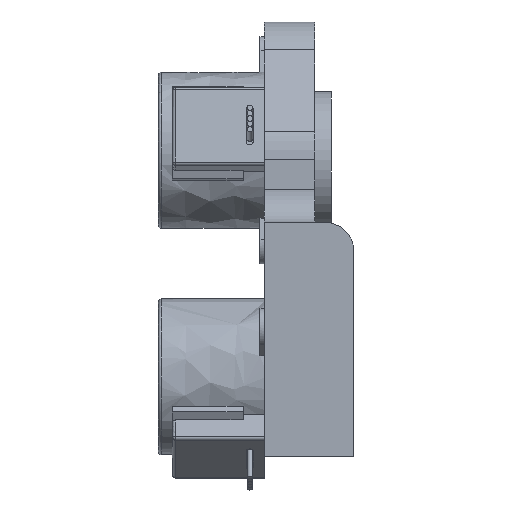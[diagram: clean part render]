
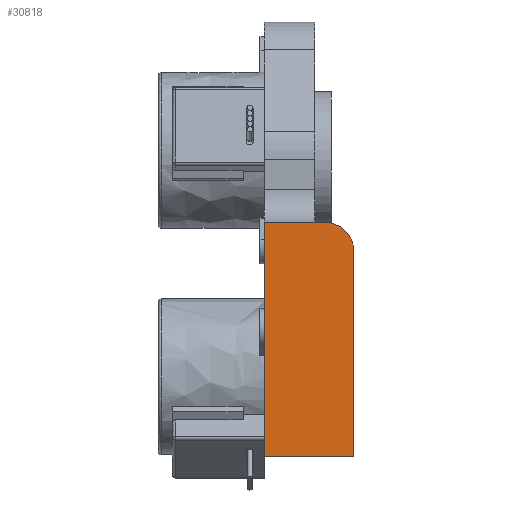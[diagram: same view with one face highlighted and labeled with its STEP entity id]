
A CAD part, left-side view. The second image highlights one B-rep face of the part: STEP entity #30818.
In plain terms, the highlighted free-form (B-spline) face has degree [1, 1] with [2, 2] control points.
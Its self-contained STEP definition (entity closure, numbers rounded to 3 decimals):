
#30818 = ADVANCED_FACE('',(#30819),#30864,.T.);
#30819 = FACE_BOUND('',#30820,.T.);
#30820 = EDGE_LOOP('',(#30821,#30831,#30838,#30845,#30852,#30859));
#30821 = ORIENTED_EDGE('',*,*,#30822,.F.);
#30822 = EDGE_CURVE('',#30823,#30825,#30827,.T.);
#30823 = VERTEX_POINT('',#30824);
#30824 = CARTESIAN_POINT('',(56.294,-2.662,
    -1.237));
#30825 = VERTEX_POINT('',#30826);
#30826 = CARTESIAN_POINT('',(56.294,-9.316,
    -7.892));
#30827 = ( BOUNDED_CURVE() B_SPLINE_CURVE(2,(#30828,#30829,#30830),
.UNSPECIFIED.,.F.,.F.) B_SPLINE_CURVE_WITH_KNOTS((3,3),(5.498,
7.069),.PIECEWISE_BEZIER_KNOTS.) CURVE() 
GEOMETRIC_REPRESENTATION_ITEM() RATIONAL_B_SPLINE_CURVE((1.,
0.707,1.)) REPRESENTATION_ITEM('') );
#30828 = CARTESIAN_POINT('',(56.294,-2.662,
    -1.237));
#30829 = CARTESIAN_POINT('',(56.294,-9.316,
    -1.237));
#30830 = CARTESIAN_POINT('',(56.294,-9.316,
    -7.892));
#30831 = ORIENTED_EDGE('',*,*,#30832,.F.);
#30832 = EDGE_CURVE('',#30833,#30823,#30835,.T.);
#30833 = VERTEX_POINT('',#30834);
#30834 = CARTESIAN_POINT('',(56.294,0.,-1.237));
#30835 = B_SPLINE_CURVE_WITH_KNOTS('',1,(#30836,#30837),.UNSPECIFIED.,
  .F.,.F.,(2,2),(5.,7.),.PIECEWISE_BEZIER_KNOTS.);
#30836 = CARTESIAN_POINT('',(56.294,0.,-1.237));
#30837 = CARTESIAN_POINT('',(56.294,-2.662,
    -1.237));
#30838 = ORIENTED_EDGE('',*,*,#30839,.F.);
#30839 = EDGE_CURVE('',#30840,#30833,#30842,.T.);
#30840 = VERTEX_POINT('',#30841);
#30841 = CARTESIAN_POINT('',(56.294,11.978,
    -1.237));
#30842 = B_SPLINE_CURVE_WITH_KNOTS('',1,(#30843,#30844),.UNSPECIFIED.,
  .F.,.F.,(2,2),(-4.,5.),.PIECEWISE_BEZIER_KNOTS.);
#30843 = CARTESIAN_POINT('',(56.294,11.978,
    -1.237));
#30844 = CARTESIAN_POINT('',(56.294,0.,-1.237));
#30845 = ORIENTED_EDGE('',*,*,#30846,.F.);
#30846 = EDGE_CURVE('',#30847,#30840,#30849,.T.);
#30847 = VERTEX_POINT('',#30848);
#30848 = CARTESIAN_POINT('',(56.294,11.978,
    -57.136));
#30849 = B_SPLINE_CURVE_WITH_KNOTS('',1,(#30850,#30851),.UNSPECIFIED.,
  .F.,.F.,(2,2),(-3.,39.),.PIECEWISE_BEZIER_KNOTS.);
#30850 = CARTESIAN_POINT('',(56.294,11.978,
    -57.136));
#30851 = CARTESIAN_POINT('',(56.294,11.978,
    -1.237));
#30852 = ORIENTED_EDGE('',*,*,#30853,.F.);
#30853 = EDGE_CURVE('',#30854,#30847,#30856,.T.);
#30854 = VERTEX_POINT('',#30855);
#30855 = CARTESIAN_POINT('',(56.294,-9.316,
    -57.136));
#30856 = B_SPLINE_CURVE_WITH_KNOTS('',1,(#30857,#30858),.UNSPECIFIED.,
  .F.,.F.,(2,2),(-7.,9.),.PIECEWISE_BEZIER_KNOTS.);
#30857 = CARTESIAN_POINT('',(56.294,-9.316,
    -57.136));
#30858 = CARTESIAN_POINT('',(56.294,11.978,
    -57.136));
#30859 = ORIENTED_EDGE('',*,*,#30860,.T.);
#30860 = EDGE_CURVE('',#30854,#30825,#30861,.T.);
#30861 = B_SPLINE_CURVE_WITH_KNOTS('',1,(#30862,#30863),.UNSPECIFIED.,
  .F.,.F.,(2,2),(-31.,6.),.PIECEWISE_BEZIER_KNOTS.);
#30862 = CARTESIAN_POINT('',(56.294,-9.316,
    -57.136));
#30863 = CARTESIAN_POINT('',(56.294,-9.316,
    -7.892));
#30864 = B_SPLINE_SURFACE_WITH_KNOTS('',1,1,(
    (#30865,#30866)
    ,(#30867,#30868
    )),.UNSPECIFIED.,.F.,.F.,.F.,(2,2),(2,2),(-3.,39.),(-7.,
    9.),.PIECEWISE_BEZIER_KNOTS.);
#30865 = CARTESIAN_POINT('',(56.294,-9.316,
    -57.136));
#30866 = CARTESIAN_POINT('',(56.294,11.978,
    -57.136));
#30867 = CARTESIAN_POINT('',(56.294,-9.316,
    -1.237));
#30868 = CARTESIAN_POINT('',(56.294,11.978,
    -1.237));
